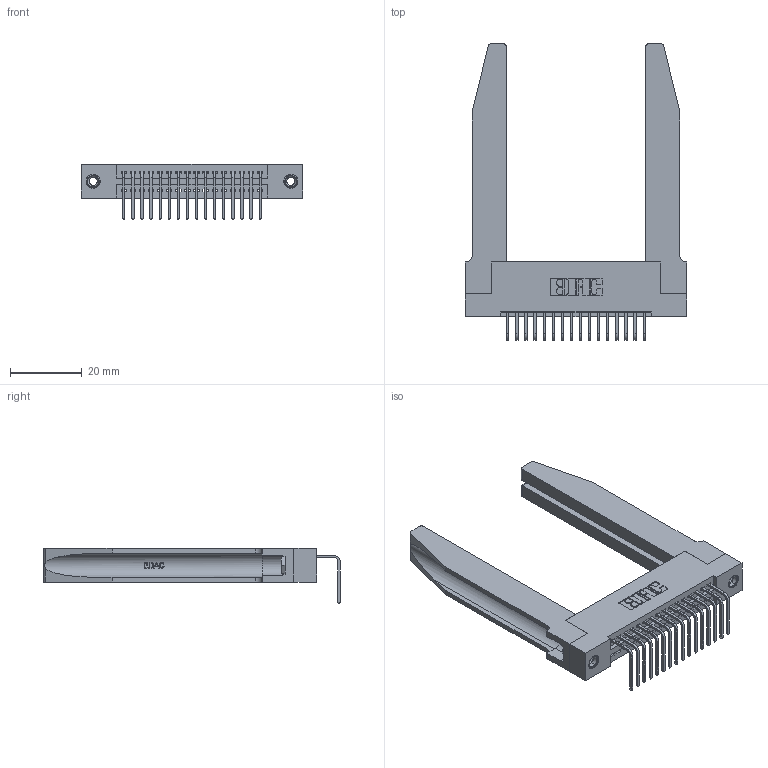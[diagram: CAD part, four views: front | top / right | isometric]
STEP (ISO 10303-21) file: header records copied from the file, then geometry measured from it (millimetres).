
FILE_DESCRIPTION (( 'STEP AP203' ), '1' );
FILE_NAME ('395-016-558-178.STEP', '2019-10-11T03:21:08', ( '' ), ( '' ), 'SwSTEP 2.0', 'SolidWorks 2016', '' );
FILE_SCHEMA (( 'CONFIG_CONTROL_DESIGN' ));
Length unit declared in the file: inch
Products named in the file (5): 345-292-001_558 Tail - 2; 345-250-001_345-250-001-102; 345-220-078_345-220-078; 395-016-558-178; 345 Part_Flush Mounting Lugs - 0.156 Dia-TH
Assembly tree (21 placements, depth 2):
  395-016-558-178
    345 Part_Flush Mounting Lugs - 0.156 Dia-TH
    345-292-001_558 Tail - 2  x16
    345-250-001_345-250-001-102  x2
    345-220-078_345-220-078  x2
Bounding box: 61.87 x 82.79 x 15.37 mm (x, y, z)
Volume: 13487.7 mm3; surface area: 14403.1 mm2
Topology: 21 solids, 21 shells, 1320 faces, 3861 edges, 2542 vertices
Faces by surface type: plane 894, cylinder 374, bspline 36, cone 12, torus 4
Entity records: 20366 total; most frequent: CARTESIAN_POINT 4427, ORIENTED_EDGE 3274, DIRECTION 2911, EDGE_CURVE 1637, VECTOR 1347, LINE 1347, VERTEX_POINT 1084, AXIS2_PLACEMENT_3D 782
